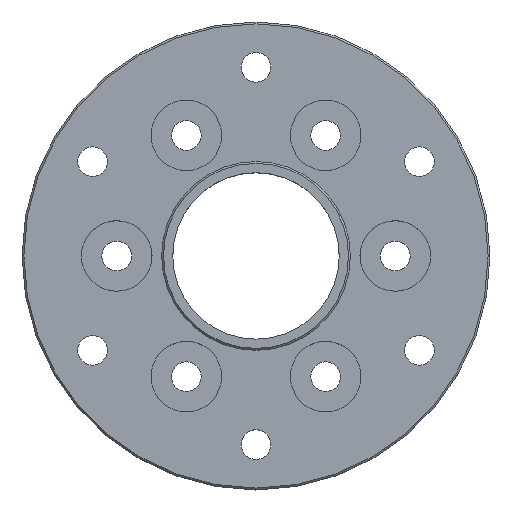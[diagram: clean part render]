
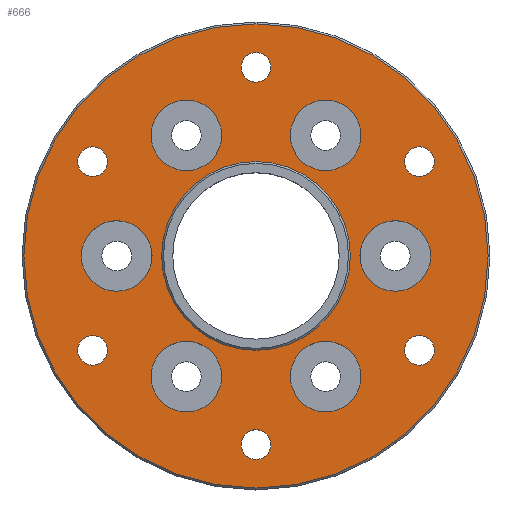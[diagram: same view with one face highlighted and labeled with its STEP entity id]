
A CAD part, top view. The second image highlights one B-rep face of the part: STEP entity #666.
In plain terms, the highlighted planar face has unit normal (0, 0, 1).
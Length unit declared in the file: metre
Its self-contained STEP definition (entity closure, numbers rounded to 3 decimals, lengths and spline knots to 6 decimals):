
#110=ORIENTED_EDGE('',*,*,#262,.T.);
#111=ORIENTED_EDGE('',*,*,#259,.F.);
#112=ORIENTED_EDGE('',*,*,#258,.F.);
#113=ORIENTED_EDGE('',*,*,#257,.F.);
#114=ORIENTED_EDGE('',*,*,#256,.F.);
#115=ORIENTED_EDGE('',*,*,#255,.F.);
#116=ORIENTED_EDGE('',*,*,#241,.F.);
#117=ORIENTED_EDGE('',*,*,#253,.F.);
#118=ORIENTED_EDGE('',*,*,#251,.F.);
#119=ORIENTED_EDGE('',*,*,#249,.F.);
#120=ORIENTED_EDGE('',*,*,#247,.F.);
#121=ORIENTED_EDGE('',*,*,#245,.F.);
#122=ORIENTED_EDGE('',*,*,#243,.F.);
#123=ORIENTED_EDGE('',*,*,#261,.F.);
#241=EDGE_CURVE('',#321,#321,#389,.T.);
#243=EDGE_CURVE('',#323,#323,#391,.T.);
#245=EDGE_CURVE('',#325,#325,#393,.T.);
#247=EDGE_CURVE('',#327,#327,#395,.T.);
#249=EDGE_CURVE('',#329,#329,#397,.T.);
#251=EDGE_CURVE('',#331,#331,#399,.T.);
#253=EDGE_CURVE('',#333,#333,#401,.T.);
#255=EDGE_CURVE('',#335,#335,#403,.T.);
#256=EDGE_CURVE('',#336,#336,#404,.T.);
#257=EDGE_CURVE('',#337,#337,#405,.T.);
#258=EDGE_CURVE('',#338,#338,#406,.T.);
#259=EDGE_CURVE('',#339,#339,#407,.T.);
#261=EDGE_CURVE('',#341,#341,#409,.T.);
#262=EDGE_CURVE('',#342,#342,#410,.T.);
#321=VERTEX_POINT('',#1097);
#323=VERTEX_POINT('',#1103);
#325=VERTEX_POINT('',#1108);
#327=VERTEX_POINT('',#1113);
#329=VERTEX_POINT('',#1118);
#331=VERTEX_POINT('',#1123);
#333=VERTEX_POINT('',#1128);
#335=VERTEX_POINT('',#1133);
#336=VERTEX_POINT('',#1136);
#337=VERTEX_POINT('',#1139);
#338=VERTEX_POINT('',#1142);
#339=VERTEX_POINT('',#1145);
#341=VERTEX_POINT('',#1151);
#342=VERTEX_POINT('',#1154);
#389=CIRCLE('',#732,0.0254);
#391=CIRCLE('',#736,0.0095);
#393=CIRCLE('',#739,0.0095);
#395=CIRCLE('',#742,0.0095);
#397=CIRCLE('',#745,0.0095);
#399=CIRCLE('',#748,0.0095);
#401=CIRCLE('',#751,0.0095);
#403=CIRCLE('',#754,0.004);
#404=CIRCLE('',#756,0.004);
#405=CIRCLE('',#758,0.004);
#406=CIRCLE('',#760,0.004);
#407=CIRCLE('',#762,0.004);
#409=CIRCLE('',#766,0.004);
#410=CIRCLE('',#768,0.0625);
#475=EDGE_LOOP('',(#110));
#476=EDGE_LOOP('',(#111));
#477=EDGE_LOOP('',(#112));
#478=EDGE_LOOP('',(#113));
#479=EDGE_LOOP('',(#114));
#480=EDGE_LOOP('',(#115));
#481=EDGE_LOOP('',(#116));
#482=EDGE_LOOP('',(#117));
#483=EDGE_LOOP('',(#118));
#484=EDGE_LOOP('',(#119));
#485=EDGE_LOOP('',(#120));
#486=EDGE_LOOP('',(#121));
#487=EDGE_LOOP('',(#122));
#488=EDGE_LOOP('',(#123));
#577=FACE_BOUND('',#475,.T.);
#578=FACE_BOUND('',#476,.T.);
#579=FACE_BOUND('',#477,.T.);
#580=FACE_BOUND('',#478,.T.);
#581=FACE_BOUND('',#479,.T.);
#582=FACE_BOUND('',#480,.T.);
#583=FACE_BOUND('',#481,.T.);
#584=FACE_BOUND('',#482,.T.);
#585=FACE_BOUND('',#483,.T.);
#586=FACE_BOUND('',#484,.T.);
#587=FACE_BOUND('',#485,.T.);
#588=FACE_BOUND('',#486,.T.);
#589=FACE_BOUND('',#487,.T.);
#590=FACE_BOUND('',#488,.T.);
#641=PLANE('',#767);
#666=ADVANCED_FACE('',(#577,#578,#579,#580,#581,#582,#583,#584,#585,#586,
#587,#588,#589,#590),#641,.T.);
#732=AXIS2_PLACEMENT_3D('',#1096,#872,#873);
#736=AXIS2_PLACEMENT_3D('',#1102,#880,#881);
#739=AXIS2_PLACEMENT_3D('',#1107,#886,#887);
#742=AXIS2_PLACEMENT_3D('',#1112,#892,#893);
#745=AXIS2_PLACEMENT_3D('',#1117,#898,#899);
#748=AXIS2_PLACEMENT_3D('',#1122,#904,#905);
#751=AXIS2_PLACEMENT_3D('',#1127,#910,#911);
#754=AXIS2_PLACEMENT_3D('',#1132,#916,#917);
#756=AXIS2_PLACEMENT_3D('',#1135,#920,#921);
#758=AXIS2_PLACEMENT_3D('',#1138,#924,#925);
#760=AXIS2_PLACEMENT_3D('',#1141,#928,#929);
#762=AXIS2_PLACEMENT_3D('',#1144,#932,#933);
#766=AXIS2_PLACEMENT_3D('',#1150,#940,#941);
#767=AXIS2_PLACEMENT_3D('',#1152,#942,#943);
#768=AXIS2_PLACEMENT_3D('',#1153,#944,#945);
#872=DIRECTION('',(0.,0.,1.));
#873=DIRECTION('',(1.,0.,0.));
#880=DIRECTION('',(0.,0.,1.));
#881=DIRECTION('',(1.,0.,0.));
#886=DIRECTION('',(0.,0.,1.));
#887=DIRECTION('',(1.,0.,0.));
#892=DIRECTION('',(0.,0.,1.));
#893=DIRECTION('',(1.,0.,0.));
#898=DIRECTION('',(0.,0.,1.));
#899=DIRECTION('',(1.,0.,0.));
#904=DIRECTION('',(0.,0.,1.));
#905=DIRECTION('',(1.,0.,0.));
#910=DIRECTION('',(0.,0.,1.));
#911=DIRECTION('',(1.,0.,0.));
#916=DIRECTION('',(0.,0.,1.));
#917=DIRECTION('',(1.,0.,0.));
#920=DIRECTION('',(0.,0.,1.));
#921=DIRECTION('',(1.,0.,0.));
#924=DIRECTION('',(0.,0.,1.));
#925=DIRECTION('',(1.,0.,0.));
#928=DIRECTION('',(0.,0.,1.));
#929=DIRECTION('',(1.,0.,0.));
#932=DIRECTION('',(0.,0.,1.));
#933=DIRECTION('',(1.,0.,0.));
#940=DIRECTION('',(0.,0.,1.));
#941=DIRECTION('',(1.,0.,0.));
#942=DIRECTION('',(0.,0.,1.));
#943=DIRECTION('',(1.,0.,0.));
#944=DIRECTION('',(0.,0.,1.));
#945=DIRECTION('',(1.,0.,0.));
#1096=CARTESIAN_POINT('',(0.,0.,0.01));
#1097=CARTESIAN_POINT('',(0.0254,0.,0.01));
#1102=CARTESIAN_POINT('',(0.01875,-0.032476,0.01));
#1103=CARTESIAN_POINT('',(0.02825,-0.032476,0.01));
#1107=CARTESIAN_POINT('',(-0.01875,0.032476,0.01));
#1108=CARTESIAN_POINT('',(-0.00925,0.032476,0.01));
#1112=CARTESIAN_POINT('',(-0.0375,0.,0.01));
#1113=CARTESIAN_POINT('',(-0.028,0.,0.01));
#1117=CARTESIAN_POINT('',(-0.01875,-0.032476,0.01));
#1118=CARTESIAN_POINT('',(-0.00925,-0.032476,0.01));
#1122=CARTESIAN_POINT('',(0.0375,0.,0.01));
#1123=CARTESIAN_POINT('',(0.047,0.,0.01));
#1127=CARTESIAN_POINT('',(0.01875,0.032476,0.01));
#1128=CARTESIAN_POINT('',(0.02825,0.032476,0.01));
#1132=CARTESIAN_POINT('',(0.,-0.0508,0.01));
#1133=CARTESIAN_POINT('',(0.004,-0.0508,0.01));
#1135=CARTESIAN_POINT('',(-0.043994,-0.0254,0.01));
#1136=CARTESIAN_POINT('',(-0.039994,-0.0254,0.01));
#1138=CARTESIAN_POINT('',(-0.043994,0.0254,0.01));
#1139=CARTESIAN_POINT('',(-0.039994,0.0254,0.01));
#1141=CARTESIAN_POINT('',(0.,0.0508,0.01));
#1142=CARTESIAN_POINT('',(0.004,0.0508,0.01));
#1144=CARTESIAN_POINT('',(0.043994,0.0254,0.01));
#1145=CARTESIAN_POINT('',(0.047994,0.0254,0.01));
#1150=CARTESIAN_POINT('',(0.043994,-0.0254,0.01));
#1151=CARTESIAN_POINT('',(0.047994,-0.0254,0.01));
#1152=CARTESIAN_POINT('',(0.,0.,0.01));
#1153=CARTESIAN_POINT('',(0.,0.,0.01));
#1154=CARTESIAN_POINT('',(0.0625,0.,0.01));
